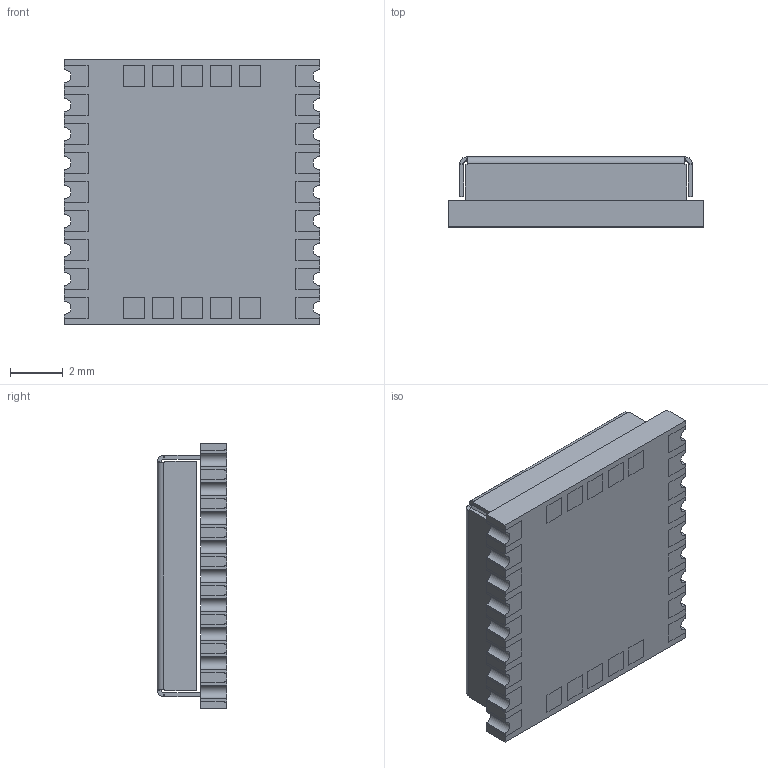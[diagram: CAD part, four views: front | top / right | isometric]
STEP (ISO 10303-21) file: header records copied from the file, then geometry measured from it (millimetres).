
FILE_DESCRIPTION (( 'STEP AP214' ), '1' );
FILE_NAME ('LC76F.STEP', '2023-02-10T04:43:32', ( '' ), ( '' ), 'SwSTEP 2.0', 'SolidWorks 2021', '' );
FILE_SCHEMA (( 'AUTOMOTIVE_DESIGN' ));
Length unit declared in the file: millimetre
Products named in the file (1): LC76F
Bounding box: 9.7 x 2.65 x 10.1 mm (x, y, z)
Volume: 115.1 mm3; surface area: 580.4 mm2
Topology: 30 solids, 30 shells, 468 faces, 1162 edges, 764 vertices
Faces by surface type: plane 404, cylinder 64
Entity records: 13977 total; most frequent: CARTESIAN_POINT 2395, ORIENTED_EDGE 2324, DIRECTION 2228, EDGE_CURVE 1162, LINE 1034, VECTOR 1034, VERTEX_POINT 764, AXIS2_PLACEMENT_3D 597
